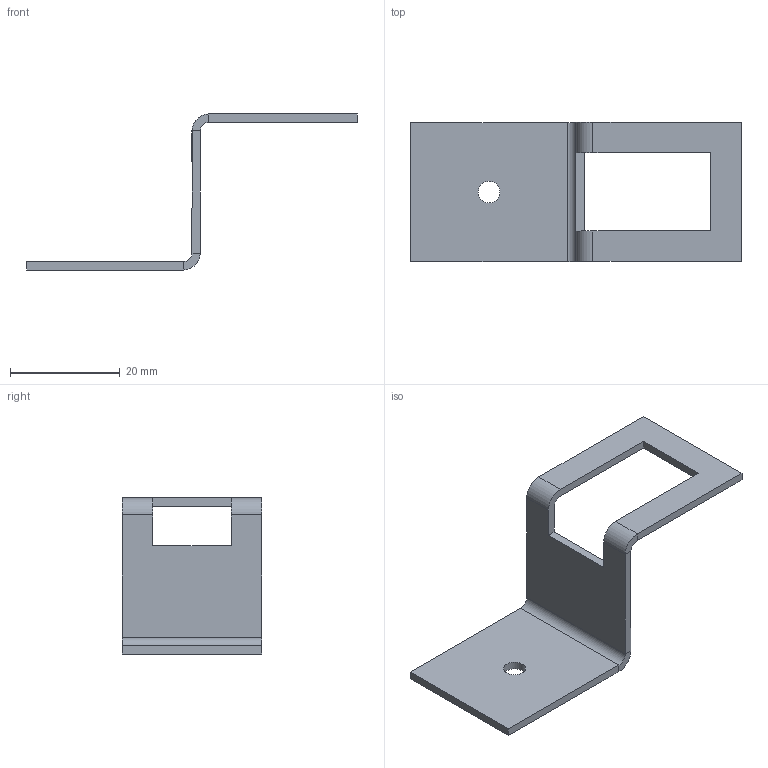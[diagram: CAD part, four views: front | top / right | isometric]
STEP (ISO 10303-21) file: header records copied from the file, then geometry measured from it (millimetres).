
FILE_DESCRIPTION(/* description */ (''),/* implementation_level */ '2;1');
FILE_NAME(/* name */ '041674-01 Dragon''s Lair Filter Retainer Bracket.step',/* time_stamp */ '2025-05-18T12:22:29-04:00',/* author */ (''),/* organization */ (''),/* preprocessor_version */ 'ST-DEVELOPER v20.1',/* originating_system */ 'Autodesk Translation Framework v14.4.0.0',/* authorisation */ '');
FILE_SCHEMA (('AUTOMOTIVE_DESIGN { 1 0 10303 214 3 1 1 }'));
Length unit declared in the file: inch
Products named in the file (1): 041674-01 Dragon's Lair Filter Retainer Bracket
Bounding box: 60.33 x 25.4 x 28.49 mm (x, y, z)
Volume: 2568.1 mm3; surface area: 3913 mm2
Topology: 1 solids, 1 shells, 29 faces, 71 edges, 42 vertices
Faces by surface type: plane 22, cylinder 7
Full cylindrical faces by diameter (mm): 3.969 x1
Entity records: 874 total; most frequent: DIRECTION 145, CARTESIAN_POINT 143, ORIENTED_EDGE 142, EDGE_CURVE 71, LINE 57, VECTOR 57, AXIS2_PLACEMENT_3D 44, VERTEX_POINT 42
